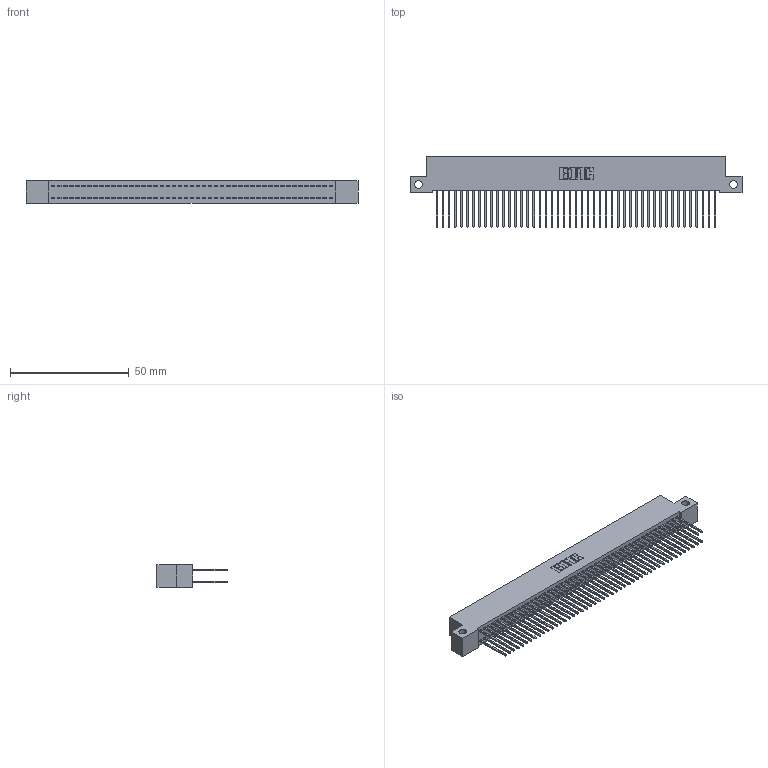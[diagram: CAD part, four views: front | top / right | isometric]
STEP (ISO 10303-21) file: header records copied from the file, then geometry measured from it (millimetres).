
FILE_DESCRIPTION (( 'STEP AP203' ), '1' );
FILE_NAME ('392-094-540-212.STEP', '2018-08-18T08:53:34', ( '' ), ( '' ), 'SwSTEP 2.0', 'SolidWorks 2016', '' );
FILE_SCHEMA (( 'CONFIG_CONTROL_DESIGN' ));
Length unit declared in the file: inch
Products named in the file (3): 342 Part_Side Mount; 345-292-001_345-293-140; 392-094-540-212
Assembly tree (95 placements, depth 2):
  392-094-540-212
    342 Part_Side Mount
    345-292-001_345-293-140  x94
Bounding box: 139.7 x 29.47 x 9.4 mm (x, y, z)
Volume: 12858.1 mm3; surface area: 22477.4 mm2
Topology: 95 solids, 95 shells, 4998 faces, 14869 edges, 9786 vertices
Faces by surface type: plane 3450, cylinder 1548
Entity records: 29479 total; most frequent: CARTESIAN_POINT 4878, ORIENTED_EDGE 4814, DIRECTION 4159, EDGE_CURVE 2407, VECTOR 2279, LINE 2279, VERTEX_POINT 1602, AXIS2_PLACEMENT_3D 940
